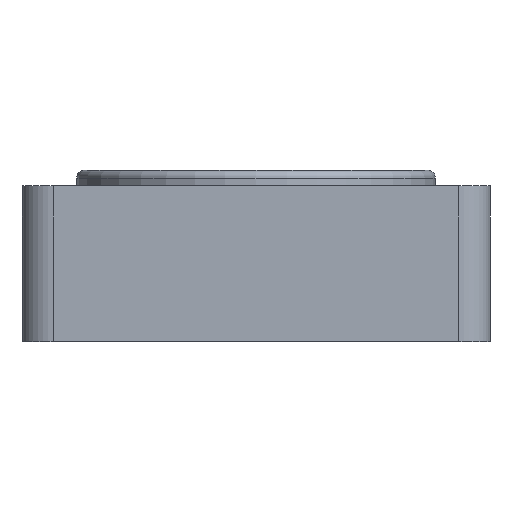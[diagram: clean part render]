
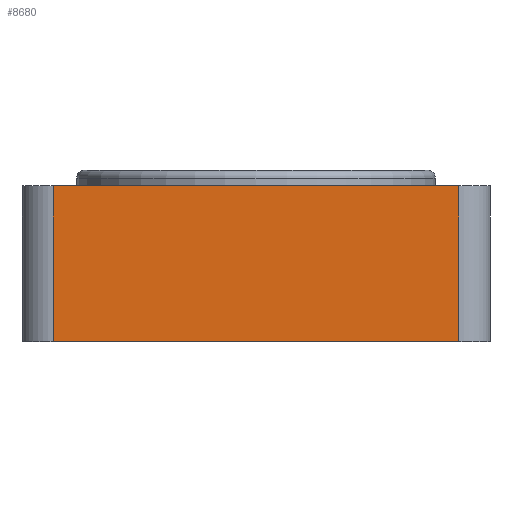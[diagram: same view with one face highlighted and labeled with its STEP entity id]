
A CAD part, front view. The second image highlights one B-rep face of the part: STEP entity #8680.
In plain terms, the highlighted planar face has unit normal (0, -1, 0).
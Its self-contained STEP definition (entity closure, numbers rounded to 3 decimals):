
#10 = CARTESIAN_POINT ( 'NONE',  ( 13., -122.5, 10. ) ) ;
#228 = ORIENTED_EDGE ( 'NONE', *, *, #5323, .T. ) ;
#913 = CARTESIAN_POINT ( 'NONE',  ( 13., -122.5, 0. ) ) ;
#1011 = CARTESIAN_POINT ( 'NONE',  ( 15., -122.5, 10. ) ) ;
#1448 = CARTESIAN_POINT ( 'NONE',  ( 15., -122.5, 0. ) ) ;
#1629 = DIRECTION ( 'NONE',  ( 1., 0., 0. ) ) ;
#1949 = VERTEX_POINT ( 'NONE', #10 ) ;
#2296 = ORIENTED_EDGE ( 'NONE', *, *, #3142, .T. ) ;
#2373 = LINE ( 'NONE', #6270, #3693 ) ;
#2732 = EDGE_CURVE ( 'NONE', #9274, #1949, #2373, .T. ) ;
#3060 = FACE_OUTER_BOUND ( 'NONE', #7022, .T. ) ;
#3142 = EDGE_CURVE ( 'NONE', #7577, #9274, #9217, .T. ) ;
#3317 = LINE ( 'NONE', #8355, #4768 ) ;
#3693 = VECTOR ( 'NONE', #4640, 1000. ) ;
#3829 = VECTOR ( 'NONE', #9803, 1000. ) ;
#3959 = CARTESIAN_POINT ( 'NONE',  ( -13., -122.5, 0. ) ) ;
#4164 = AXIS2_PLACEMENT_3D ( 'NONE', #1011, #4390, #6085 ) ;
#4390 = DIRECTION ( 'NONE',  ( 0., 1., 0. ) ) ;
#4640 = DIRECTION ( 'NONE',  ( 0., 0., 1. ) ) ;
#4659 = ORIENTED_EDGE ( 'NONE', *, *, #9141, .F. ) ;
#4768 = VECTOR ( 'NONE', #1629, 1000. ) ;
#4934 = LINE ( 'NONE', #9035, #5848 ) ;
#5316 = ORIENTED_EDGE ( 'NONE', *, *, #2732, .T. ) ;
#5323 = EDGE_CURVE ( 'NONE', #7915, #7577, #4934, .T. ) ;
#5848 = VECTOR ( 'NONE', #7468, 1000. ) ;
#5871 = CARTESIAN_POINT ( 'NONE',  ( -13., -122.5, 10. ) ) ;
#6044 = PLANE ( 'NONE',  #4164 ) ;
#6085 = DIRECTION ( 'NONE',  ( 0., 0., 1. ) ) ;
#6270 = CARTESIAN_POINT ( 'NONE',  ( 13., -122.5, 10. ) ) ;
#7022 = EDGE_LOOP ( 'NONE', ( #2296, #5316, #4659, #228 ) ) ;
#7468 = DIRECTION ( 'NONE',  ( 0., 0., -1. ) ) ;
#7577 = VERTEX_POINT ( 'NONE', #3959 ) ;
#7915 = VERTEX_POINT ( 'NONE', #5871 ) ;
#8355 = CARTESIAN_POINT ( 'NONE',  ( 15., -122.5, 10. ) ) ;
#8680 = ADVANCED_FACE ( 'NONE', ( #3060 ), #6044, .F. ) ;
#9035 = CARTESIAN_POINT ( 'NONE',  ( -13., -122.5, 10. ) ) ;
#9141 = EDGE_CURVE ( 'NONE', #7915, #1949, #3317, .T. ) ;
#9217 = LINE ( 'NONE', #1448, #3829 ) ;
#9274 = VERTEX_POINT ( 'NONE', #913 ) ;
#9803 = DIRECTION ( 'NONE',  ( 1., 0., 0. ) ) ;
